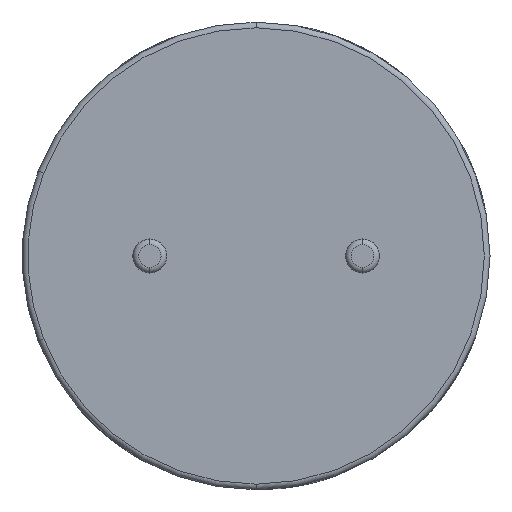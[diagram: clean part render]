
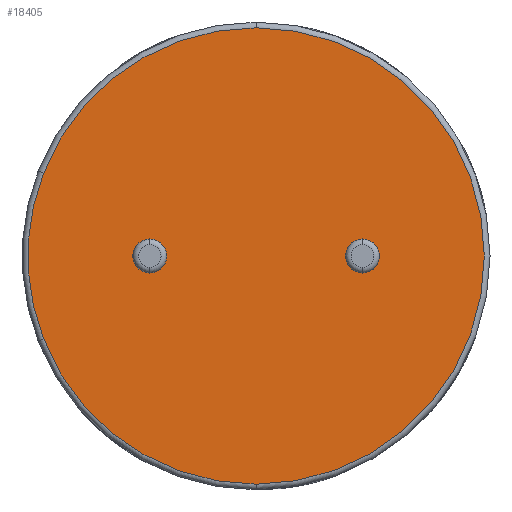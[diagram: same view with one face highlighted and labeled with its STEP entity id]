
A CAD part, front view. The second image highlights one B-rep face of the part: STEP entity #18405.
In plain terms, the highlighted planar face has unit normal (0, -1, 0).
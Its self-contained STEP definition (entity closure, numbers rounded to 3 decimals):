
#3131 = VERTEX_POINT ( 'NONE', #16601 ) ;
#4248 = VERTEX_POINT ( 'NONE', #9422 ) ;
#4564 = DIRECTION ( 'NONE',  ( 0., -1., 0. ) ) ;
#4565 = CARTESIAN_POINT ( 'NONE',  ( -3.75, 0., 0. ) ) ;
#4566 = AXIS2_PLACEMENT_3D ( 'NONE', #4565, #4564, #4621 ) ;
#4567 = CIRCLE ( 'NONE', #4566, 0.6 ) ;
#4621 = DIRECTION ( 'NONE',  ( 0., 0., -1. ) ) ;
#4646 = CARTESIAN_POINT ( 'NONE',  ( -7.499, 0., -2.927 ) ) ;
#4647 = DIRECTION ( 'NONE',  ( 0., 0., -1. ) ) ;
#4648 = DIRECTION ( 'NONE',  ( 0., -1., 0. ) ) ;
#4649 = CARTESIAN_POINT ( 'NONE',  ( 0., 0., 0. ) ) ;
#4650 = AXIS2_PLACEMENT_3D ( 'NONE', #4649, #4648, #4647 ) ;
#4651 = CIRCLE ( 'NONE', #4650, 8.05 ) ;
#4728 = CARTESIAN_POINT ( 'NONE',  ( -3.75, 0., 0.6 ) ) ;
#4744 = CARTESIAN_POINT ( 'NONE',  ( 3.75, 0., 0.6 ) ) ;
#4745 = DIRECTION ( 'NONE',  ( 0., 0., -1. ) ) ;
#4746 = DIRECTION ( 'NONE',  ( 0., -1., 0. ) ) ;
#4747 = CARTESIAN_POINT ( 'NONE',  ( 3.75, 0., 0. ) ) ;
#4748 = AXIS2_PLACEMENT_3D ( 'NONE', #4747, #4746, #4745 ) ;
#4749 = CIRCLE ( 'NONE', #4748, 0.6 ) ;
#9285 = CARTESIAN_POINT ( 'NONE',  ( 8.25, 0., 0. ) ) ;
#9422 = CARTESIAN_POINT ( 'NONE',  ( 3.75, 0., -0.6 ) ) ;
#9539 = DIRECTION ( 'NONE',  ( 0., -1., 0. ) ) ;
#9659 = DIRECTION ( 'NONE',  ( 0., 0., -1. ) ) ;
#9660 = DIRECTION ( 'NONE',  ( 0., -1., 0. ) ) ;
#9661 = CARTESIAN_POINT ( 'NONE',  ( 0., 0., 0. ) ) ;
#9662 = AXIS2_PLACEMENT_3D ( 'NONE', #9661, #9660, #9659 ) ;
#9663 = CIRCLE ( 'NONE', #9662, 8.05 ) ;
#9665 = CARTESIAN_POINT ( 'NONE',  ( 0., 0., -8.05 ) ) ;
#9781 = DIRECTION ( 'NONE',  ( 0., 0., -1. ) ) ;
#9955 = DIRECTION ( 'NONE',  ( 0., 0., -1. ) ) ;
#9956 = DIRECTION ( 'NONE',  ( 0., -1., 0. ) ) ;
#9957 = AXIS2_PLACEMENT_3D ( 'NONE', #9963, #9956, #9955 ) ;
#9958 = CIRCLE ( 'NONE', #9957, 0.6 ) ;
#9963 = CARTESIAN_POINT ( 'NONE',  ( -3.75, 0., 0. ) ) ;
#10022 = AXIS2_PLACEMENT_3D ( 'NONE', #9285, #9539, #9781 ) ;
#10024 = PLANE ( 'NONE',  #10022 ) ;
#10039 = FACE_BOUND ( 'NONE', #18407, .T. ) ;
#10040 = FACE_BOUND ( 'NONE', #18389, .T. ) ;
#10041 = FACE_OUTER_BOUND ( 'NONE', #18459, .T. ) ;
#10073 = DIRECTION ( 'NONE',  ( 0., 0., -1. ) ) ;
#10074 = DIRECTION ( 'NONE',  ( 0., -1., 0. ) ) ;
#10075 = CARTESIAN_POINT ( 'NONE',  ( 3.75, 0., 0. ) ) ;
#10076 = AXIS2_PLACEMENT_3D ( 'NONE', #10075, #10074, #10073 ) ;
#10078 = CIRCLE ( 'NONE', #10076, 0.6 ) ;
#10133 = DIRECTION ( 'NONE',  ( 0., 0., -1. ) ) ;
#10134 = DIRECTION ( 'NONE',  ( 0., -1., 0. ) ) ;
#10135 = CARTESIAN_POINT ( 'NONE',  ( 0., 0., 0. ) ) ;
#10136 = AXIS2_PLACEMENT_3D ( 'NONE', #10135, #10134, #10133 ) ;
#10137 = CIRCLE ( 'NONE', #10136, 8.05 ) ;
#10138 = CIRCLE ( 'NONE', #10183, 8.05 ) ;
#10139 = CARTESIAN_POINT ( 'NONE',  ( -7.499, 0., 2.927 ) ) ;
#10180 = DIRECTION ( 'NONE',  ( 0., 0., -1. ) ) ;
#10181 = DIRECTION ( 'NONE',  ( 0., -1., 0. ) ) ;
#10182 = CARTESIAN_POINT ( 'NONE',  ( 0., 0., 0. ) ) ;
#10183 = AXIS2_PLACEMENT_3D ( 'NONE', #10182, #10181, #10180 ) ;
#10507 = CARTESIAN_POINT ( 'NONE',  ( 0., 0., 8.05 ) ) ;
#16601 = CARTESIAN_POINT ( 'NONE',  ( -3.75, 0., -0.6 ) ) ;
#18249 = VERTEX_POINT ( 'NONE', #9665 ) ;
#18251 = EDGE_CURVE ( 'NONE', #18249, #18647, #9663, .T. ) ;
#18389 = EDGE_LOOP ( 'NONE', ( #18390, #18406 ) ) ;
#18390 = ORIENTED_EDGE ( 'NONE', *, *, #18391, .F. ) ;
#18391 = EDGE_CURVE ( 'NONE', #19195, #3131, #9958, .T. ) ;
#18405 = ADVANCED_FACE ( 'NONE', ( #10041, #10040, #10039 ), #10024, .T. ) ;
#18406 = ORIENTED_EDGE ( 'NONE', *, *, #19167, .F. ) ;
#18407 = EDGE_LOOP ( 'NONE', ( #18408, #18501 ) ) ;
#18408 = ORIENTED_EDGE ( 'NONE', *, *, #18409, .F. ) ;
#18409 = EDGE_CURVE ( 'NONE', #19212, #4248, #10078, .T. ) ;
#18459 = EDGE_LOOP ( 'NONE', ( #18467, #18468, #18469, #18472 ) ) ;
#18467 = ORIENTED_EDGE ( 'NONE', *, *, #19175, .T. ) ;
#18468 = ORIENTED_EDGE ( 'NONE', *, *, #18251, .T. ) ;
#18469 = ORIENTED_EDGE ( 'NONE', *, *, #18471, .T. ) ;
#18470 = VERTEX_POINT ( 'NONE', #10139 ) ;
#18471 = EDGE_CURVE ( 'NONE', #18647, #18470, #10137, .T. ) ;
#18472 = ORIENTED_EDGE ( 'NONE', *, *, #18473, .T. ) ;
#18473 = EDGE_CURVE ( 'NONE', #18470, #19176, #10138, .T. ) ;
#18501 = ORIENTED_EDGE ( 'NONE', *, *, #19211, .F. ) ;
#18647 = VERTEX_POINT ( 'NONE', #10507 ) ;
#19167 = EDGE_CURVE ( 'NONE', #3131, #19195, #4567, .T. ) ;
#19175 = EDGE_CURVE ( 'NONE', #19176, #18249, #4651, .T. ) ;
#19176 = VERTEX_POINT ( 'NONE', #4646 ) ;
#19195 = VERTEX_POINT ( 'NONE', #4728 ) ;
#19211 = EDGE_CURVE ( 'NONE', #4248, #19212, #4749, .T. ) ;
#19212 = VERTEX_POINT ( 'NONE', #4744 ) ;
